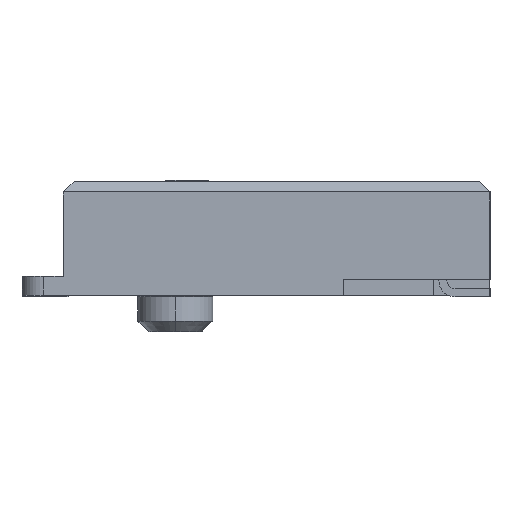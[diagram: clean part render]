
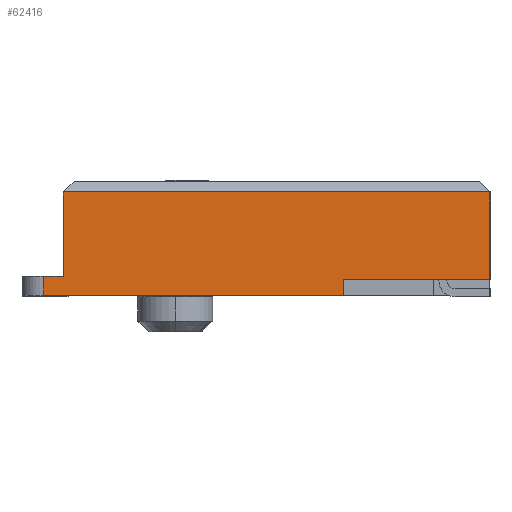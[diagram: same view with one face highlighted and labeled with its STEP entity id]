
A CAD part, left-side view. The second image highlights one B-rep face of the part: STEP entity #62416.
In plain terms, the highlighted planar face has unit normal (-1, 0, 0).
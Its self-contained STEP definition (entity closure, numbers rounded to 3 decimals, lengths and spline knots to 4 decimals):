
#62392=AXIS2_PLACEMENT_3D('Plane Axis2P3D',#62389,#62390,#62391) ;
#59966=CARTESIAN_POINT('Vertex',(-10.95,4.2,0.38)) ;
#59973=CARTESIAN_POINT('Vertex',(-10.95,4.2,0.03)) ;
#59976=CARTESIAN_POINT('Line Origine',(-10.95,4.2,1.09)) ;
#60088=CARTESIAN_POINT('Vertex',(-10.95,-4.1,0.33)) ;
#60091=CARTESIAN_POINT('Line Origine',(-10.95,-2.7375,0.33)) ;
#60095=CARTESIAN_POINT('Vertex',(-10.95,-1.375,0.33)) ;
#60140=CARTESIAN_POINT('Line Origine',(-10.95,-1.375,0.18)) ;
#60144=CARTESIAN_POINT('Vertex',(-10.95,-1.375,0.03)) ;
#61091=CARTESIAN_POINT('Line Origine',(-10.95,4.015,0.38)) ;
#61095=CARTESIAN_POINT('Vertex',(-10.95,3.83,0.38)) ;
#61388=CARTESIAN_POINT('Line Origine',(-10.95,1.4125,0.03)) ;
#62370=CARTESIAN_POINT('Vertex',(-10.95,-4.1,1.95)) ;
#62373=CARTESIAN_POINT('Line Origine',(-10.95,-4.1,1.14)) ;
#62389=CARTESIAN_POINT('Axis2P3D Location',(-10.95,4.6,0.03)) ;
#62394=CARTESIAN_POINT('Line Origine',(-10.95,-0.135,1.95)) ;
#62398=CARTESIAN_POINT('Vertex',(-10.95,3.83,1.95)) ;
#62401=CARTESIAN_POINT('Line Origine',(-10.95,3.83,1.165)) ;
#59977=DIRECTION('Vector Direction',(0.,0.,1.)) ;
#60092=DIRECTION('Vector Direction',(0.,1.,0.)) ;
#60141=DIRECTION('Vector Direction',(0.,0.,-1.)) ;
#61092=DIRECTION('Vector Direction',(0.,-1.,0.)) ;
#61389=DIRECTION('Vector Direction',(0.,-1.,0.)) ;
#62374=DIRECTION('Vector Direction',(0.,0.,1.)) ;
#62390=DIRECTION('Axis2P3D Direction',(-1.,0.,0.)) ;
#62391=DIRECTION('Axis2P3D XDirection',(0.,-1.,0.)) ;
#62395=DIRECTION('Vector Direction',(0.,1.,0.)) ;
#62402=DIRECTION('Vector Direction',(0.,0.,1.)) ;
#59978=VECTOR('Line Direction',#59977,1.) ;
#60093=VECTOR('Line Direction',#60092,1.) ;
#60142=VECTOR('Line Direction',#60141,1.) ;
#61093=VECTOR('Line Direction',#61092,1.) ;
#61390=VECTOR('Line Direction',#61389,1.) ;
#62375=VECTOR('Line Direction',#62374,1.) ;
#62396=VECTOR('Line Direction',#62395,1.) ;
#62403=VECTOR('Line Direction',#62402,1.) ;
#62407=ORIENTED_EDGE('',*,*,#62377,.T.) ;
#62408=ORIENTED_EDGE('',*,*,#62400,.F.) ;
#62409=ORIENTED_EDGE('',*,*,#62405,.T.) ;
#62410=ORIENTED_EDGE('',*,*,#61097,.F.) ;
#62411=ORIENTED_EDGE('',*,*,#59980,.F.) ;
#62412=ORIENTED_EDGE('',*,*,#61392,.T.) ;
#62413=ORIENTED_EDGE('',*,*,#60146,.T.) ;
#62414=ORIENTED_EDGE('',*,*,#60097,.F.) ;
#62416=ADVANCED_FACE('\X2\FF8AFF9FFF70FF82\X0\ \X2\FF8EFF9EFF83FF9EFF68FF70\X0\',(#62415),#62393,.T.) ;
#59980=EDGE_CURVE('',#59974,#59967,#59979,.T.) ;
#60097=EDGE_CURVE('',#60089,#60096,#60094,.T.) ;
#60146=EDGE_CURVE('',#60145,#60096,#60143,.F.) ;
#61097=EDGE_CURVE('',#59967,#61096,#61094,.T.) ;
#61392=EDGE_CURVE('',#59974,#60145,#61391,.T.) ;
#62377=EDGE_CURVE('',#60089,#62371,#62376,.T.) ;
#62400=EDGE_CURVE('',#62399,#62371,#62397,.F.) ;
#62405=EDGE_CURVE('',#62399,#61096,#62404,.F.) ;
#62406=EDGE_LOOP('',(#62407,#62408,#62409,#62410,#62411,#62412,#62413,#62414)) ;
#62415=FACE_OUTER_BOUND('',#62406,.T.) ;
#59979=LINE('Line',#59976,#59978) ;
#60094=LINE('Line',#60091,#60093) ;
#60143=LINE('Line',#60140,#60142) ;
#61094=LINE('Line',#61091,#61093) ;
#61391=LINE('Line',#61388,#61390) ;
#62376=LINE('Line',#62373,#62375) ;
#62397=LINE('Line',#62394,#62396) ;
#62404=LINE('Line',#62401,#62403) ;
#62393=PLANE('Plane',#62392) ;
#59967=VERTEX_POINT('',#59966) ;
#59974=VERTEX_POINT('',#59973) ;
#60089=VERTEX_POINT('',#60088) ;
#60096=VERTEX_POINT('',#60095) ;
#60145=VERTEX_POINT('',#60144) ;
#61096=VERTEX_POINT('',#61095) ;
#62371=VERTEX_POINT('',#62370) ;
#62399=VERTEX_POINT('',#62398) ;
